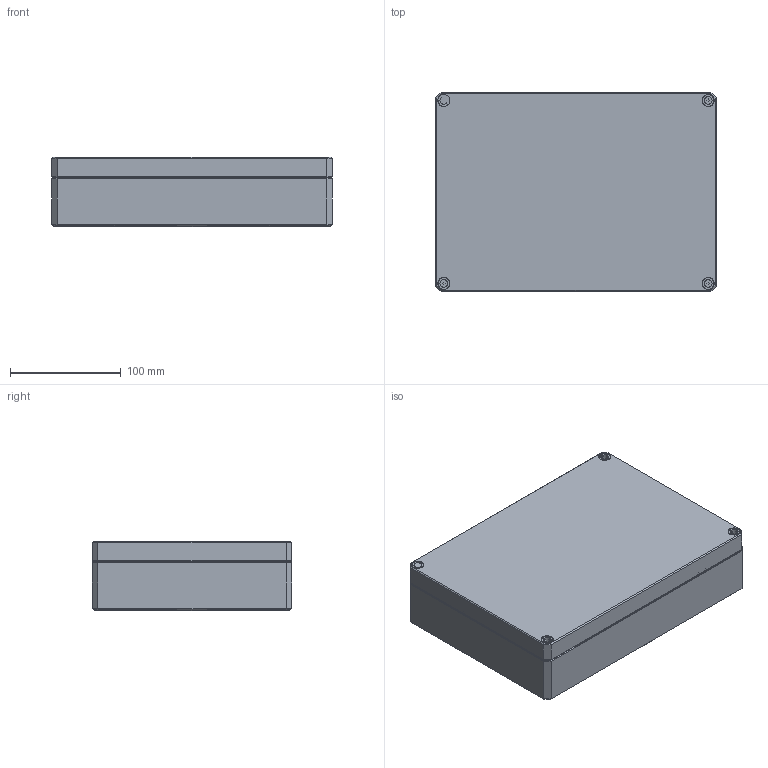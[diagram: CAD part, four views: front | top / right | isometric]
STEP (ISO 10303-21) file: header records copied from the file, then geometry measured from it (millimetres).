
FILE_DESCRIPTION(/* description */ (''),/* implementation_level */ '2;1');
FILE_NAME(/* name */ '0903105860 MBI 251806 OK.stp',/* time_stamp */ '2021-03-05T10:46:01+01:00',/* author */ ('alexander.rose'),/* organization */ (''),/* preprocessor_version */ 'ST-DEVELOPER v17.2',/* originating_system */ 'Autodesk Inventor 2019',/* authorisation */ '');
FILE_SCHEMA (('AUTOMOTIVE_DESIGN { 1 0 10303 214 3 1 1 }'));
Products named in the file (5): 0903105860 MBI 251806 OK; 0903105891-OT_251818 Klar; Schraube _ M10 x 34 _ MBTK; Dichtung_2518xx; -UT_251845 - O
Assembly tree (7 placements, depth 2):
  0903105860 MBI 251806 OK
    0903105891-OT_251818 Klar
    Schraube _ M10 x 34 _ MBTK  x4
    Dichtung_2518xx
    -UT_251845 - O
Bounding box: 254 x 180.5 x 62.8 mm (x, y, z)
Volume: 478966.2 mm3; surface area: 313680.4 mm2
Topology: 7 solids, 7 shells, 2611 faces, 6597 edges, 4176 vertices
Faces by surface type: plane 1067, bspline 556, cylinder 414, torus 338, cone 220, sphere 16
Full cylindrical faces by diameter (mm): 4.5 x4, 5 x4, 5.8 x8, 6 x1, 7 x4, 8.376 x4, 10 x1, 10.5 x4
Entity records: 79082 total; most frequent: CARTESIAN_POINT 22710, ORIENTED_EDGE 12280, DIRECTION 10684, EDGE_CURVE 6140, VERTEX_POINT 3879, AXIS2_PLACEMENT_3D 3775, LINE 3134, VECTOR 3134
